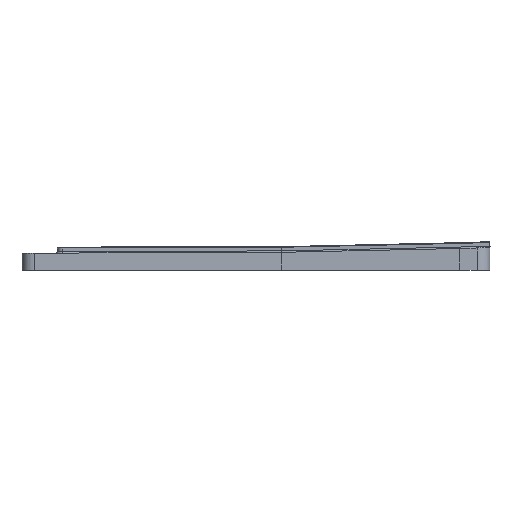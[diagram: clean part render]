
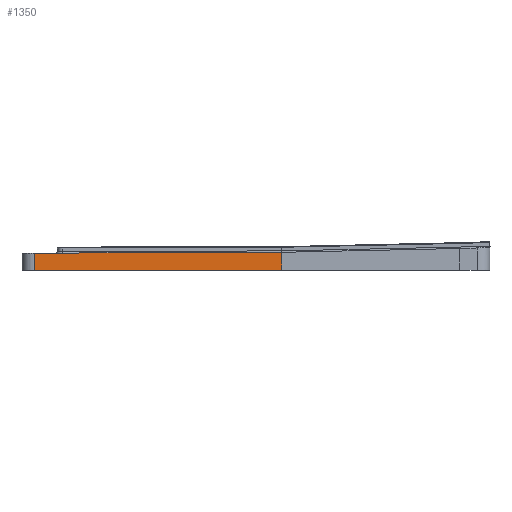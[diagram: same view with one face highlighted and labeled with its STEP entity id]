
A CAD part, front view. The second image highlights one B-rep face of the part: STEP entity #1350.
In plain terms, the highlighted face is a extrusion surface.
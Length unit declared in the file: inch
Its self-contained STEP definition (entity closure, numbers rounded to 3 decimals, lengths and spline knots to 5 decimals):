
#117=SURFACE_OF_LINEAR_EXTRUSION('',#6015,#555);
#408=LINE('',#14656,#514);
#514=VECTOR('',#6881,1.);
#555=VECTOR('',#6984,1.);
#1350=ADVANCED_FACE('',(#1686),#117,.T.);
#1686=FACE_OUTER_BOUND('',#2072,.T.);
#2072=EDGE_LOOP('',(#3610,#3611,#3612,#3613));
#3610=ORIENTED_EDGE('',*,*,#5233,.T.);
#3611=ORIENTED_EDGE('',*,*,#5188,.T.);
#3612=ORIENTED_EDGE('',*,*,#5177,.T.);
#3613=ORIENTED_EDGE('',*,*,#5362,.F.);
#4416=VERTEX_POINT('',#14599);
#4417=VERTEX_POINT('',#14606);
#4425=VERTEX_POINT('',#14654);
#4437=VERTEX_POINT('',#14745);
#5177=EDGE_CURVE('',#4417,#4416,#5885,.T.);
#5188=EDGE_CURVE('',#4425,#4417,#408,.T.);
#5233=EDGE_CURVE('',#4437,#4425,#5932,.T.);
#5362=EDGE_CURVE('',#4437,#4416,#6014,.T.);
#5885=B_SPLINE_CURVE_WITH_KNOTS('',3,(#14600,#14601,#14602,#14603,#14604,
#14605),.UNSPECIFIED.,.F.,.F.,(4,2,4),(0.,0.5,1.),.UNSPECIFIED.);
#5932=B_SPLINE_CURVE_WITH_KNOTS('',3,(#15510,#15511,#15512,#15513),
 .UNSPECIFIED.,.F.,.F.,(4,4),(0.,1.),.UNSPECIFIED.);
#6014=B_SPLINE_CURVE_WITH_KNOTS('',1,(#17474,#17475),.UNSPECIFIED.,.F.,
 .F.,(2,2),(0.,1.),.UNSPECIFIED.);
#6015=B_SPLINE_CURVE_WITH_KNOTS('',3,(#17476,#17477,#17478,#17479,#17480,
#17481,#17482,#17483,#17484),.UNSPECIFIED.,.F.,.F.,(4,2,1,1,1,4),(0.,0.0099,
0.25743,0.50495,0.75248,1.),.UNSPECIFIED.);
#6881=DIRECTION('',(0.,0.,-1.));
#6984=DIRECTION('',(0.,0.,-1.));
#14599=CARTESIAN_POINT('',(1.06822,-5.41993,0.532));
#14600=CARTESIAN_POINT('',(-8.75075,-5.41971,0.532));
#14601=CARTESIAN_POINT('',(-7.11377,-5.41956,0.532));
#14602=CARTESIAN_POINT('',(-5.47724,-5.41939,0.532));
#14603=CARTESIAN_POINT('',(-2.20529,-5.41951,0.532));
#14604=CARTESIAN_POINT('',(-0.57016,-5.41979,0.532));
#14605=CARTESIAN_POINT('',(1.06822,-5.41994,0.532));
#14606=CARTESIAN_POINT('',(-8.75075,-5.41971,0.532));
#14654=CARTESIAN_POINT('',(-8.75075,-5.41971,1.21371));
#14656=CARTESIAN_POINT('',(-8.75075,-5.41971,1.21371));
#14745=CARTESIAN_POINT('',(1.06822,-5.41994,1.24693));
#15510=CARTESIAN_POINT('',(1.06821,-5.41994,1.24718));
#15511=CARTESIAN_POINT('',(-2.20453,-5.41964,1.19792));
#15512=CARTESIAN_POINT('',(-5.47774,-5.41941,1.18664));
#15513=CARTESIAN_POINT('',(-8.75075,-5.41971,1.21371));
#17474=CARTESIAN_POINT('',(1.06822,-5.41993,1.24693));
#17475=CARTESIAN_POINT('',(1.06822,-5.41993,0.532));
#17476=CARTESIAN_POINT('',(1.17123,-5.41995,1.24873));
#17477=CARTESIAN_POINT('',(1.13682,-5.41994,1.24822));
#17478=CARTESIAN_POINT('',(1.10241,-5.41994,1.2477));
#17479=CARTESIAN_POINT('',(0.20775,-5.41986,1.23423));
#17480=CARTESIAN_POINT('',(-1.51282,-5.41962,1.21358));
#17481=CARTESIAN_POINT('',(-4.09381,-5.41938,1.19838));
#17482=CARTESIAN_POINT('',(-6.67485,-5.41951,1.19904));
#17483=CARTESIAN_POINT('',(-8.3955,-5.41968,1.21005));
#17484=CARTESIAN_POINT('',(-9.25581,-5.41976,1.21819));
